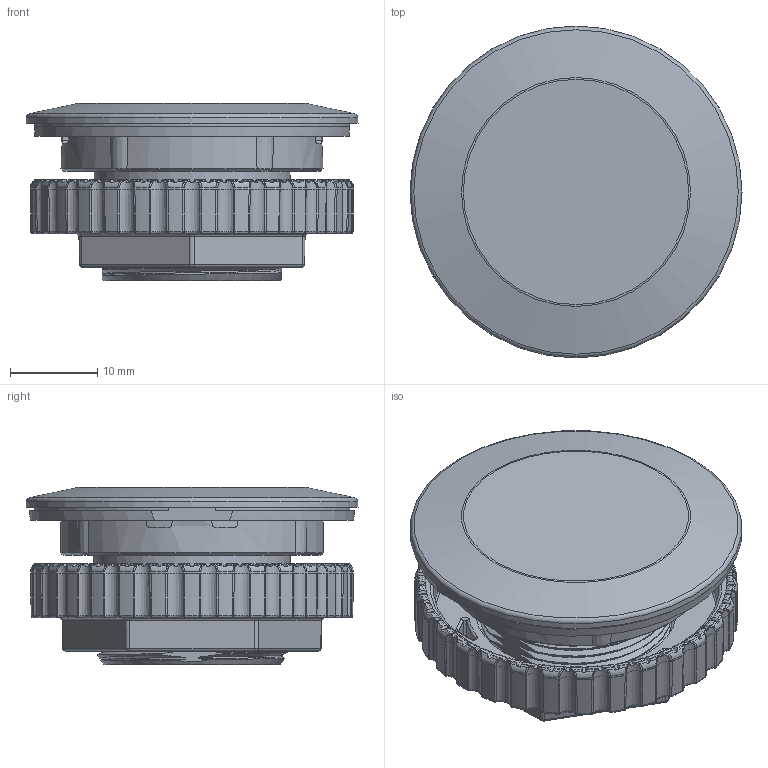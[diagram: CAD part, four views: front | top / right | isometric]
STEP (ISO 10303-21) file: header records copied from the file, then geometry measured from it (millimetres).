
FILE_DESCRIPTION(/* description */ (''),/* implementation_level */ '2;1');
FILE_NAME(/* name */ 'FILE_STP_CAD_DRAWING_3d_LPFXA130_prt.stp',/* time_stamp */ '2021-09-08T13:56:25+02:00',/* author */ (''),/* organization */ (''),/* preprocessor_version */ 'ST-DEVELOPER v16.7',/* originating_system */ 'SIEMENS PLM Software NX 12.0',/* authorisation */ '');
FILE_SCHEMA (('AUTOMOTIVE_DESIGN { 1 0 10303 214 3 1 1 1 }'));
Length unit declared in the file: millimetre
Products named in the file (1): 3d_LPFXA130
Bounding box: 38 x 38 x 20.3 mm (x, y, z)
Surface area: 9151.2 mm2 (no closed solid volume)
Topology: 0 solids, 4 shells, 1251 faces, 3505 edges, 2153 vertices
Faces by surface type: bspline 358, plane 299, torus 242, cylinder 192, cone 154, sphere 6
Full cylindrical faces by diameter (mm): 1.8 x1, 23 x1
Entity records: 61224 total; most frequent: CARTESIAN_POINT 32705, ORIENTED_EDGE 6383, DIRECTION 5355, EDGE_CURVE 3424, AXIS2_PLACEMENT_3D 2372, VERTEX_POINT 2144, B_SPLINE_CURVE_WITH_KNOTS 1336, EDGE_LOOP 1285
